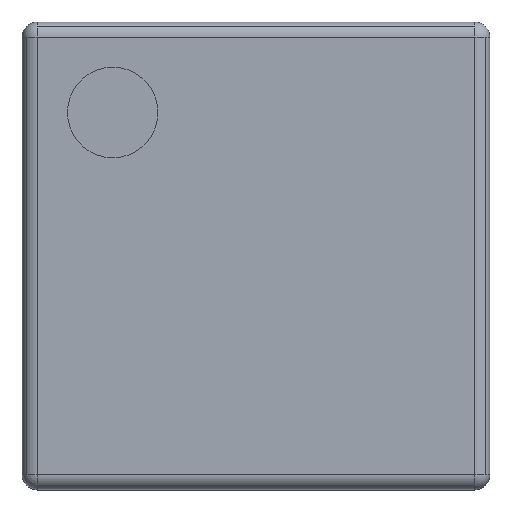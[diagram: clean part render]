
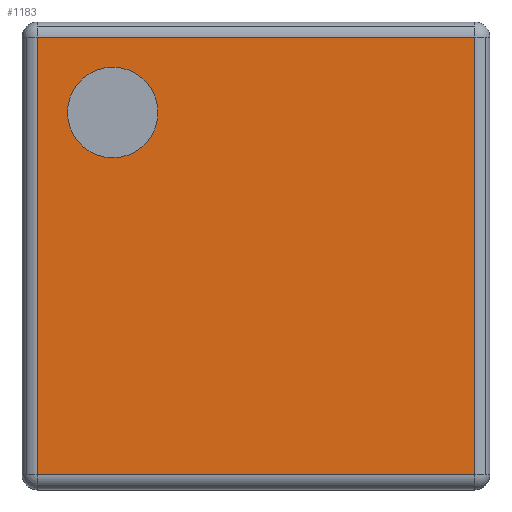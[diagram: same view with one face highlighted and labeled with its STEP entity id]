
A CAD part, top view. The second image highlights one B-rep face of the part: STEP entity #1183.
In plain terms, the highlighted planar face has unit normal (0, 0, 1).
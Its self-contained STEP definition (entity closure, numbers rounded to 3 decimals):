
#170=CARTESIAN_POINT('',(-0.325,0.475,0.8));
#171=VERTEX_POINT('',#170);
#187=CARTESIAN_POINT('',(-0.625,0.475,0.8));
#188=VERTEX_POINT('',#187);
#195=CARTESIAN_POINT('',(-0.475,0.475,0.8));
#196=DIRECTION('',(0.0,0.0,-1.0));
#197=DIRECTION('',(1.0,0.0,0.0));
#198=AXIS2_PLACEMENT_3D('',#195,#196,#197);
#199=CIRCLE('',#198,0.15);
#200=EDGE_CURVE('',#171,#188,#199,.T.);
#262=CARTESIAN_POINT('',(-0.725,0.725,0.8));
#263=VERTEX_POINT('',#262);
#271=CARTESIAN_POINT('',(0.725,0.725,0.8));
#272=VERTEX_POINT('',#271);
#273=CARTESIAN_POINT('',(-0.725,0.725,0.8));
#274=DIRECTION('',(1.0,0.0,0.0));
#275=VECTOR('',#274,1.45);
#276=LINE('',#273,#275);
#277=EDGE_CURVE('',#263,#272,#276,.T.);
#346=CARTESIAN_POINT('',(-0.725,-0.725,0.8));
#347=VERTEX_POINT('',#346);
#355=CARTESIAN_POINT('',(-0.725,-0.725,0.8));
#356=DIRECTION('',(0.0,1.0,0.0));
#357=VECTOR('',#356,1.45);
#358=LINE('',#355,#357);
#359=EDGE_CURVE('',#347,#263,#358,.T.);
#435=CARTESIAN_POINT('',(0.725,-0.725,0.8));
#436=VERTEX_POINT('',#435);
#437=CARTESIAN_POINT('',(0.725,0.725,0.8));
#438=DIRECTION('',(0.0,-1.0,0.0));
#439=VECTOR('',#438,1.45);
#440=LINE('',#437,#439);
#441=EDGE_CURVE('',#272,#436,#440,.T.);
#517=CARTESIAN_POINT('',(0.725,-0.725,0.8));
#518=DIRECTION('',(-1.0,0.0,0.0));
#519=VECTOR('',#518,1.45);
#520=LINE('',#517,#519);
#521=EDGE_CURVE('',#436,#347,#520,.T.);
#1162=CARTESIAN_POINT('',(0.,0.,0.8));
#1163=DIRECTION('',(0.0,0.0,1.0));
#1164=DIRECTION('',(1.0,0.0,0.0));
#1165=AXIS2_PLACEMENT_3D('',#1162,#1163,#1164);
#1166=PLANE('',#1165);
#1167=ORIENTED_EDGE('',*,*,#521,.F.);
#1168=ORIENTED_EDGE('',*,*,#441,.F.);
#1169=ORIENTED_EDGE('',*,*,#277,.F.);
#1170=ORIENTED_EDGE('',*,*,#359,.F.);
#1171=EDGE_LOOP('',(#1167,#1168,#1169,#1170));
#1172=FACE_OUTER_BOUND('',#1171,.T.);
#1173=ORIENTED_EDGE('',*,*,#200,.T.);
#1174=CARTESIAN_POINT('',(-0.475,0.475,0.8));
#1175=DIRECTION('',(0.0,0.0,-1.0));
#1176=DIRECTION('',(1.0,0.0,0.0));
#1177=AXIS2_PLACEMENT_3D('',#1174,#1175,#1176);
#1178=CIRCLE('',#1177,0.15);
#1179=EDGE_CURVE('',#188,#171,#1178,.T.);
#1180=ORIENTED_EDGE('',*,*,#1179,.T.);
#1181=EDGE_LOOP('',(#1173,#1180));
#1182=FACE_BOUND('',#1181,.T.);
#1183=ADVANCED_FACE('',(#1172,#1182),#1166,.T.);
